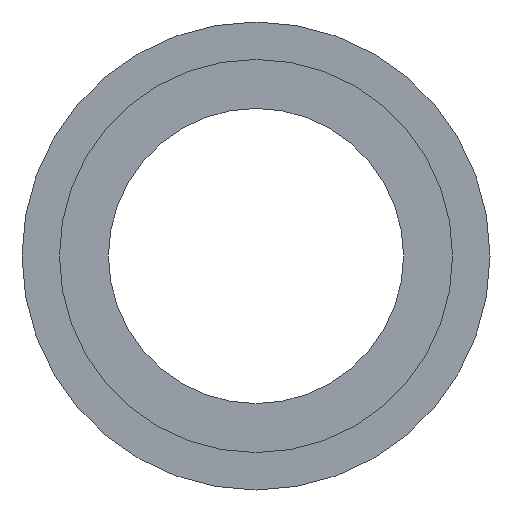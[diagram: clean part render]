
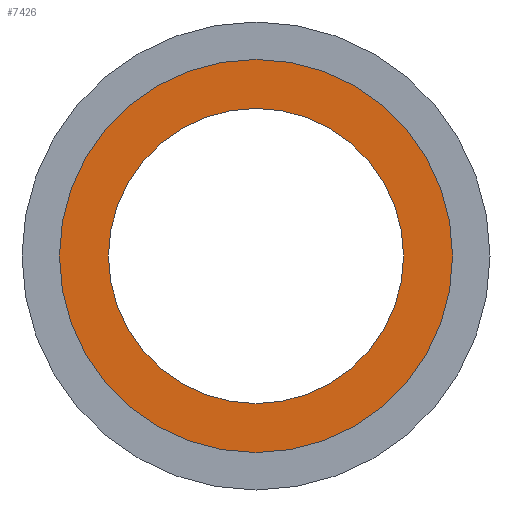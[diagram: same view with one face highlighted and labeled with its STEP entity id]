
A CAD part, left-side view. The second image highlights one B-rep face of the part: STEP entity #7426.
In plain terms, the highlighted planar face has unit normal (-1, 0, 0).
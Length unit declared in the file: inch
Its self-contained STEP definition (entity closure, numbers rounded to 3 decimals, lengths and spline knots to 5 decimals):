
#105=FACE_BOUND('',#1390,.T.);
#294=PLANE('',#8022);
#935=FACE_OUTER_BOUND('',#1389,.T.);
#1389=EDGE_LOOP('',(#6983,#6984));
#1390=EDGE_LOOP('',(#6985,#6986));
#1652=CIRCLE('',#8020,1.4);
#1653=CIRCLE('',#8021,1.4);
#1654=CIRCLE('',#8023,1.865);
#1655=CIRCLE('',#8024,1.865);
#3637=VERTEX_POINT('',#31855);
#3638=VERTEX_POINT('',#31857);
#3639=VERTEX_POINT('',#31861);
#3640=VERTEX_POINT('',#31862);
#4754=EDGE_CURVE('',#3638,#3637,#1652,.T.);
#4755=EDGE_CURVE('',#3637,#3638,#1653,.T.);
#4756=EDGE_CURVE('',#3639,#3640,#1654,.T.);
#4757=EDGE_CURVE('',#3640,#3639,#1655,.T.);
#6983=ORIENTED_EDGE('',*,*,#4756,.F.);
#6984=ORIENTED_EDGE('',*,*,#4757,.F.);
#6985=ORIENTED_EDGE('',*,*,#4754,.T.);
#6986=ORIENTED_EDGE('',*,*,#4755,.T.);
#7426=ADVANCED_FACE('',(#935,#105),#294,.T.);
#8020=AXIS2_PLACEMENT_3D('',#31858,#9607,#9608);
#8021=AXIS2_PLACEMENT_3D('',#31859,#9609,#9610);
#8022=AXIS2_PLACEMENT_3D('',#31860,#9611,#9612);
#8023=AXIS2_PLACEMENT_3D('',#31863,#9613,#9614);
#8024=AXIS2_PLACEMENT_3D('',#31864,#9615,#9616);
#9607=DIRECTION('center_axis',(1.,0.,0.));
#9608=DIRECTION('ref_axis',(0.,1.,0.));
#9609=DIRECTION('center_axis',(1.,0.,0.));
#9610=DIRECTION('ref_axis',(0.,1.,0.));
#9611=DIRECTION('center_axis',(-1.,0.,0.));
#9612=DIRECTION('ref_axis',(0.,0.,1.));
#9613=DIRECTION('center_axis',(1.,0.,0.));
#9614=DIRECTION('ref_axis',(0.,1.,0.));
#9615=DIRECTION('center_axis',(1.,0.,0.));
#9616=DIRECTION('ref_axis',(0.,1.,0.));
#31855=CARTESIAN_POINT('',(-1.44,-1.4,0.));
#31857=CARTESIAN_POINT('',(-1.44,1.4,0.));
#31858=CARTESIAN_POINT('Origin',(-1.44,0.,0.));
#31859=CARTESIAN_POINT('Origin',(-1.44,0.,0.));
#31860=CARTESIAN_POINT('Origin',(-1.44,1.6325,0.));
#31861=CARTESIAN_POINT('',(-1.44,1.865,0.));
#31862=CARTESIAN_POINT('',(-1.44,-1.865,0.));
#31863=CARTESIAN_POINT('Origin',(-1.44,0.,0.));
#31864=CARTESIAN_POINT('Origin',(-1.44,0.,0.));
